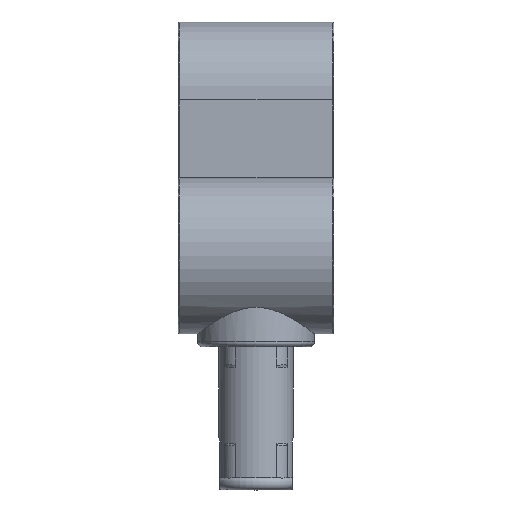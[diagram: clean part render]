
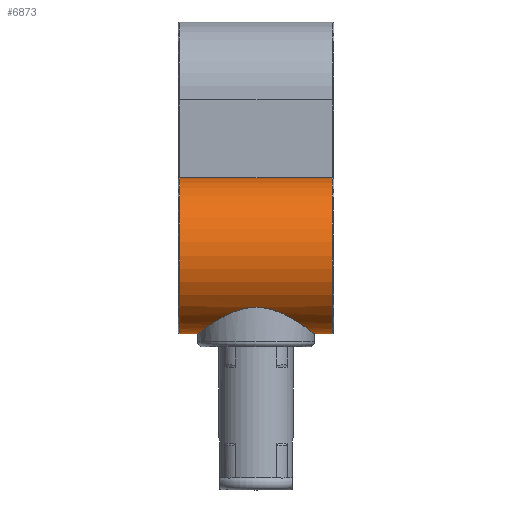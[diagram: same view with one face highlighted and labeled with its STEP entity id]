
A CAD part, left-side view. The second image highlights one B-rep face of the part: STEP entity #6873.
In plain terms, the highlighted cylindrical face has radius 5 mm (diameter 10 mm), a partial arc.
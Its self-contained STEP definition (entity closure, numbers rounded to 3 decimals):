
#197=B_SPLINE_CURVE_WITH_KNOTS('',3,(#10188,#10189,#10190,#10191,#10192,
#10193,#10194,#10195,#10196,#10197,#10198,#10199,#10200,#10201,#10202,#10203,
#10204,#10205,#10206,#10207,#10208,#10209),.UNSPECIFIED.,.F.,.F.,(4,2,2,
2,2,2,2,2,2,2,4),(0.598,0.746,0.894,
1.045,1.12,1.196,1.272,1.347,
1.498,1.646,1.794),.UNSPECIFIED.);
#388=FACE_OUTER_BOUND('',#757,.T.);
#757=EDGE_LOOP('',(#4492,#4493,#4494,#4495,#4496,#4497));
#1139=CIRCLE('',#7259,5.);
#1150=CIRCLE('',#7278,5.);
#1588=LINE('',#10174,#2090);
#1589=LINE('',#10178,#2091);
#1592=LINE('',#10186,#2094);
#2090=VECTOR('',#8091,10.);
#2091=VECTOR('',#8094,10.);
#2094=VECTOR('',#8101,10.);
#2583=VERTEX_POINT('',#10106);
#2586=VERTEX_POINT('',#10114);
#2599=VERTEX_POINT('',#10173);
#2600=VERTEX_POINT('',#10175);
#2601=VERTEX_POINT('',#10177);
#2604=VERTEX_POINT('',#10185);
#3344=EDGE_CURVE('',#2583,#2586,#1139,.T.);
#3363=EDGE_CURVE('',#2586,#2599,#1588,.T.);
#3365=EDGE_CURVE('',#2600,#2601,#1589,.T.);
#3369=EDGE_CURVE('',#2583,#2604,#1592,.T.);
#3370=EDGE_CURVE('',#2601,#2604,#1150,.T.);
#3371=EDGE_CURVE('',#2600,#2599,#197,.T.);
#4492=ORIENTED_EDGE('',*,*,#3344,.F.);
#4493=ORIENTED_EDGE('',*,*,#3369,.T.);
#4494=ORIENTED_EDGE('',*,*,#3370,.F.);
#4495=ORIENTED_EDGE('',*,*,#3365,.F.);
#4496=ORIENTED_EDGE('',*,*,#3371,.T.);
#4497=ORIENTED_EDGE('',*,*,#3363,.F.);
#6682=CYLINDRICAL_SURFACE('',#7277,5.);
#6873=ADVANCED_FACE('',(#388),#6682,.T.);
#7259=AXIS2_PLACEMENT_3D('',#10118,#8051,#8052);
#7277=AXIS2_PLACEMENT_3D('',#10184,#8099,#8100);
#7278=AXIS2_PLACEMENT_3D('',#10187,#8102,#8103);
#8051=DIRECTION('center_axis',(0.,-1.,0.));
#8052=DIRECTION('ref_axis',(-1.,0.,0.));
#8091=DIRECTION('',(0.,1.,0.));
#8094=DIRECTION('',(0.,1.,0.));
#8099=DIRECTION('center_axis',(0.,1.,0.));
#8100=DIRECTION('ref_axis',(0.,0.,-1.));
#8101=DIRECTION('',(0.,1.,0.));
#8102=DIRECTION('center_axis',(0.,1.,0.));
#8103=DIRECTION('ref_axis',(-1.,0.,0.));
#10106=CARTESIAN_POINT('',(-16.5,-8.868,24.45));
#10114=CARTESIAN_POINT('',(-16.5,-8.868,14.45));
#10118=CARTESIAN_POINT('Origin',(-16.5,-8.868,19.45));
#10173=CARTESIAN_POINT('',(-16.5,-7.718,14.45));
#10174=CARTESIAN_POINT('',(-16.5,-3.968,14.45));
#10175=CARTESIAN_POINT('',(-16.5,-0.218,14.45));
#10177=CARTESIAN_POINT('',(-16.5,0.932,14.45));
#10178=CARTESIAN_POINT('',(-16.5,-3.968,14.45));
#10184=CARTESIAN_POINT('Origin',(-16.5,-3.968,19.45));
#10185=CARTESIAN_POINT('',(-16.5,0.932,24.45));
#10186=CARTESIAN_POINT('',(-16.5,-3.968,24.45));
#10187=CARTESIAN_POINT('Origin',(-16.5,0.932,19.45));
#10188=CARTESIAN_POINT('Ctrl Pts',(-16.5,-0.218,
14.45));
#10189=CARTESIAN_POINT('Ctrl Pts',(-16.993,-0.218,
14.45));
#10190=CARTESIAN_POINT('Ctrl Pts',(-17.506,-0.321,
14.529));
#10191=CARTESIAN_POINT('Ctrl Pts',(-18.425,-0.711,
14.811));
#10192=CARTESIAN_POINT('Ctrl Pts',(-18.833,-0.997,
15.012));
#10193=CARTESIAN_POINT('Ctrl Pts',(-19.478,-1.642,
15.415));
#10194=CARTESIAN_POINT('Ctrl Pts',(-19.76,-2.049,
15.65));
#10195=CARTESIAN_POINT('Ctrl Pts',(-20.049,-2.731,
15.926));
#10196=CARTESIAN_POINT('Ctrl Pts',(-20.124,-2.971,
16.005));
#10197=CARTESIAN_POINT('Ctrl Pts',(-20.225,-3.463,
16.114));
#10198=CARTESIAN_POINT('Ctrl Pts',(-20.25,-3.716,
16.143));
#10199=CARTESIAN_POINT('Ctrl Pts',(-20.25,-4.219,
16.143));
#10200=CARTESIAN_POINT('Ctrl Pts',(-20.225,-4.472,
16.114));
#10201=CARTESIAN_POINT('Ctrl Pts',(-20.124,-4.964,16.005));
#10202=CARTESIAN_POINT('Ctrl Pts',(-20.049,-5.204,
15.926));
#10203=CARTESIAN_POINT('Ctrl Pts',(-19.76,-5.886,
15.65));
#10204=CARTESIAN_POINT('Ctrl Pts',(-19.478,-6.294,
15.415));
#10205=CARTESIAN_POINT('Ctrl Pts',(-18.833,-6.938,
15.012));
#10206=CARTESIAN_POINT('Ctrl Pts',(-18.425,-7.225,
14.811));
#10207=CARTESIAN_POINT('Ctrl Pts',(-17.506,-7.615,
14.529));
#10208=CARTESIAN_POINT('Ctrl Pts',(-16.993,-7.718,
14.45));
#10209=CARTESIAN_POINT('Ctrl Pts',(-16.5,-7.718,
14.45));
